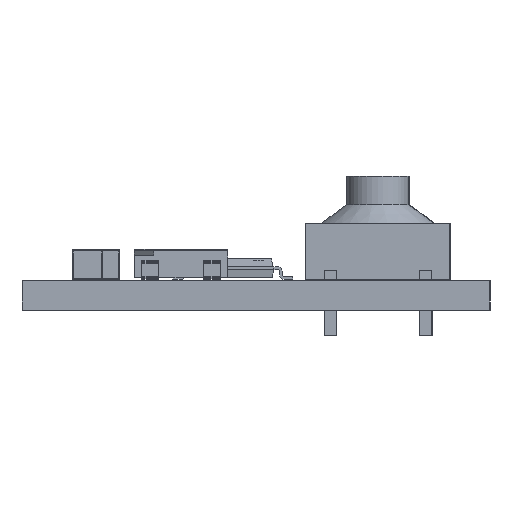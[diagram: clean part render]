
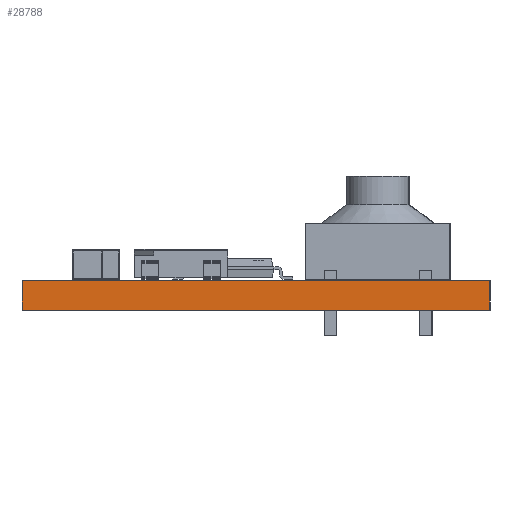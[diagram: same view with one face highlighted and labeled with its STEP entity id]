
A CAD part, left-side view. The second image highlights one B-rep face of the part: STEP entity #28788.
In plain terms, the highlighted planar face has unit normal (-1, 0, 0).
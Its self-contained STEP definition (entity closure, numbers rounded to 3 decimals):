
#28788 = ADVANCED_FACE('',(#28789),#28803,.F.);
#28789 = FACE_BOUND('',#28790,.F.);
#28790 = EDGE_LOOP('',(#28791,#28826,#28854,#28882));
#28791 = ORIENTED_EDGE('',*,*,#28792,.T.);
#28792 = EDGE_CURVE('',#28793,#28795,#28797,.T.);
#28793 = VERTEX_POINT('',#28794);
#28794 = CARTESIAN_POINT('',(0.,25.,0.));
#28795 = VERTEX_POINT('',#28796);
#28796 = CARTESIAN_POINT('',(0.,25.,1.6));
#28797 = SURFACE_CURVE('',#28798,(#28802,#28814),.PCURVE_S1.);
#28798 = LINE('',#28799,#28800);
#28799 = CARTESIAN_POINT('',(0.,25.,0.));
#28800 = VECTOR('',#28801,1.);
#28801 = DIRECTION('',(0.,0.,1.));
#28802 = PCURVE('',#28803,#28808);
#28803 = PLANE('',#28804);
#28804 = AXIS2_PLACEMENT_3D('',#28805,#28806,#28807);
#28805 = CARTESIAN_POINT('',(0.,25.,0.));
#28806 = DIRECTION('',(1.,0.,0.));
#28807 = DIRECTION('',(0.,-1.,0.));
#28808 = DEFINITIONAL_REPRESENTATION('',(#28809),#28813);
#28809 = LINE('',#28810,#28811);
#28810 = CARTESIAN_POINT('',(0.,0.));
#28811 = VECTOR('',#28812,1.);
#28812 = DIRECTION('',(0.,-1.));
#28813 = ( GEOMETRIC_REPRESENTATION_CONTEXT(2) 
PARAMETRIC_REPRESENTATION_CONTEXT() REPRESENTATION_CONTEXT('2D SPACE',''
  ) );
#28814 = PCURVE('',#28815,#28820);
#28815 = PLANE('',#28816);
#28816 = AXIS2_PLACEMENT_3D('',#28817,#28818,#28819);
#28817 = CARTESIAN_POINT('',(200.,25.,0.));
#28818 = DIRECTION('',(0.,-1.,0.));
#28819 = DIRECTION('',(-1.,0.,0.));
#28820 = DEFINITIONAL_REPRESENTATION('',(#28821),#28825);
#28821 = LINE('',#28822,#28823);
#28822 = CARTESIAN_POINT('',(200.,0.));
#28823 = VECTOR('',#28824,1.);
#28824 = DIRECTION('',(0.,-1.));
#28825 = ( GEOMETRIC_REPRESENTATION_CONTEXT(2) 
PARAMETRIC_REPRESENTATION_CONTEXT() REPRESENTATION_CONTEXT('2D SPACE',''
  ) );
#28826 = ORIENTED_EDGE('',*,*,#28827,.T.);
#28827 = EDGE_CURVE('',#28795,#28828,#28830,.T.);
#28828 = VERTEX_POINT('',#28829);
#28829 = CARTESIAN_POINT('',(0.,0.,1.6));
#28830 = SURFACE_CURVE('',#28831,(#28835,#28842),.PCURVE_S1.);
#28831 = LINE('',#28832,#28833);
#28832 = CARTESIAN_POINT('',(0.,25.,1.6));
#28833 = VECTOR('',#28834,1.);
#28834 = DIRECTION('',(0.,-1.,0.));
#28835 = PCURVE('',#28803,#28836);
#28836 = DEFINITIONAL_REPRESENTATION('',(#28837),#28841);
#28837 = LINE('',#28838,#28839);
#28838 = CARTESIAN_POINT('',(0.,-1.6));
#28839 = VECTOR('',#28840,1.);
#28840 = DIRECTION('',(1.,0.));
#28841 = ( GEOMETRIC_REPRESENTATION_CONTEXT(2) 
PARAMETRIC_REPRESENTATION_CONTEXT() REPRESENTATION_CONTEXT('2D SPACE',''
  ) );
#28842 = PCURVE('',#28843,#28848);
#28843 = PLANE('',#28844);
#28844 = AXIS2_PLACEMENT_3D('',#28845,#28846,#28847);
#28845 = CARTESIAN_POINT('',(100.,12.5,1.6));
#28846 = DIRECTION('',(0.,0.,1.));
#28847 = DIRECTION('',(1.,0.,0.));
#28848 = DEFINITIONAL_REPRESENTATION('',(#28849),#28853);
#28849 = LINE('',#28850,#28851);
#28850 = CARTESIAN_POINT('',(-100.,12.5));
#28851 = VECTOR('',#28852,1.);
#28852 = DIRECTION('',(0.,-1.));
#28853 = ( GEOMETRIC_REPRESENTATION_CONTEXT(2) 
PARAMETRIC_REPRESENTATION_CONTEXT() REPRESENTATION_CONTEXT('2D SPACE',''
  ) );
#28854 = ORIENTED_EDGE('',*,*,#28855,.F.);
#28855 = EDGE_CURVE('',#28856,#28828,#28858,.T.);
#28856 = VERTEX_POINT('',#28857);
#28857 = CARTESIAN_POINT('',(0.,0.,0.));
#28858 = SURFACE_CURVE('',#28859,(#28863,#28870),.PCURVE_S1.);
#28859 = LINE('',#28860,#28861);
#28860 = CARTESIAN_POINT('',(0.,0.,0.));
#28861 = VECTOR('',#28862,1.);
#28862 = DIRECTION('',(0.,0.,1.));
#28863 = PCURVE('',#28803,#28864);
#28864 = DEFINITIONAL_REPRESENTATION('',(#28865),#28869);
#28865 = LINE('',#28866,#28867);
#28866 = CARTESIAN_POINT('',(25.,0.));
#28867 = VECTOR('',#28868,1.);
#28868 = DIRECTION('',(0.,-1.));
#28869 = ( GEOMETRIC_REPRESENTATION_CONTEXT(2) 
PARAMETRIC_REPRESENTATION_CONTEXT() REPRESENTATION_CONTEXT('2D SPACE',''
  ) );
#28870 = PCURVE('',#28871,#28876);
#28871 = PLANE('',#28872);
#28872 = AXIS2_PLACEMENT_3D('',#28873,#28874,#28875);
#28873 = CARTESIAN_POINT('',(0.,0.,0.));
#28874 = DIRECTION('',(0.,1.,0.));
#28875 = DIRECTION('',(1.,0.,0.));
#28876 = DEFINITIONAL_REPRESENTATION('',(#28877),#28881);
#28877 = LINE('',#28878,#28879);
#28878 = CARTESIAN_POINT('',(0.,0.));
#28879 = VECTOR('',#28880,1.);
#28880 = DIRECTION('',(0.,-1.));
#28881 = ( GEOMETRIC_REPRESENTATION_CONTEXT(2) 
PARAMETRIC_REPRESENTATION_CONTEXT() REPRESENTATION_CONTEXT('2D SPACE',''
  ) );
#28882 = ORIENTED_EDGE('',*,*,#28883,.F.);
#28883 = EDGE_CURVE('',#28793,#28856,#28884,.T.);
#28884 = SURFACE_CURVE('',#28885,(#28889,#28896),.PCURVE_S1.);
#28885 = LINE('',#28886,#28887);
#28886 = CARTESIAN_POINT('',(0.,25.,0.));
#28887 = VECTOR('',#28888,1.);
#28888 = DIRECTION('',(0.,-1.,0.));
#28889 = PCURVE('',#28803,#28890);
#28890 = DEFINITIONAL_REPRESENTATION('',(#28891),#28895);
#28891 = LINE('',#28892,#28893);
#28892 = CARTESIAN_POINT('',(0.,0.));
#28893 = VECTOR('',#28894,1.);
#28894 = DIRECTION('',(1.,0.));
#28895 = ( GEOMETRIC_REPRESENTATION_CONTEXT(2) 
PARAMETRIC_REPRESENTATION_CONTEXT() REPRESENTATION_CONTEXT('2D SPACE',''
  ) );
#28896 = PCURVE('',#28897,#28902);
#28897 = PLANE('',#28898);
#28898 = AXIS2_PLACEMENT_3D('',#28899,#28900,#28901);
#28899 = CARTESIAN_POINT('',(100.,12.5,0.));
#28900 = DIRECTION('',(0.,0.,1.));
#28901 = DIRECTION('',(1.,0.,0.));
#28902 = DEFINITIONAL_REPRESENTATION('',(#28903),#28907);
#28903 = LINE('',#28904,#28905);
#28904 = CARTESIAN_POINT('',(-100.,12.5));
#28905 = VECTOR('',#28906,1.);
#28906 = DIRECTION('',(0.,-1.));
#28907 = ( GEOMETRIC_REPRESENTATION_CONTEXT(2) 
PARAMETRIC_REPRESENTATION_CONTEXT() REPRESENTATION_CONTEXT('2D SPACE',''
  ) );
